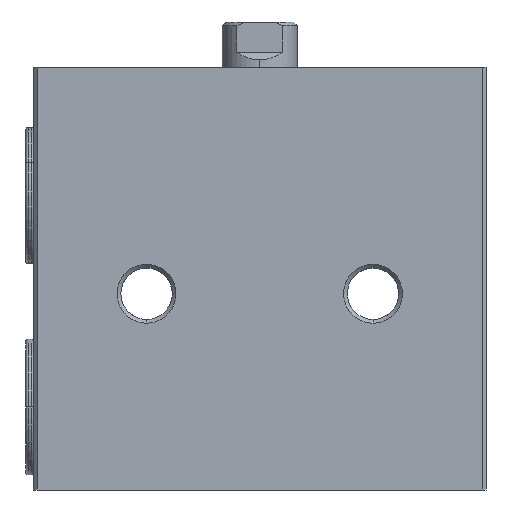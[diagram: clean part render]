
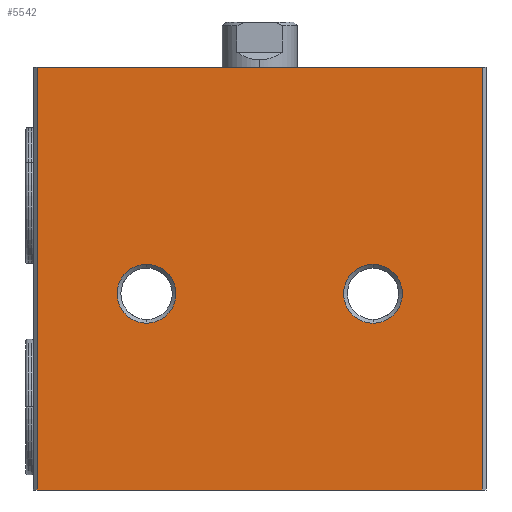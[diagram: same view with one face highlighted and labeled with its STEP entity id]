
A CAD part, front view. The second image highlights one B-rep face of the part: STEP entity #5542.
In plain terms, the highlighted planar face has unit normal (0, -1, 0).
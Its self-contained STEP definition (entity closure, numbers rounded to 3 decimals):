
#17 = CARTESIAN_POINT ( 'NONE',  ( 151.783, 12.325, 26. ) ) ;
#42 = EDGE_CURVE ( 'NONE', #635, #229, #6387, .T. ) ;
#85 = DIRECTION ( 'NONE',  ( 1., 0., 0. ) ) ;
#229 = VERTEX_POINT ( 'NONE', #5862 ) ;
#292 = DIRECTION ( 'NONE',  ( 0., 0., 1. ) ) ;
#455 = CARTESIAN_POINT ( 'NONE',  ( 151.783, 12.325, 22.1 ) ) ;
#635 = VERTEX_POINT ( 'NONE', #7151 ) ;
#703 = CARTESIAN_POINT ( 'NONE',  ( 196.283, 12.325, 56. ) ) ;
#875 = DIRECTION ( 'NONE',  ( 0., 0., 1. ) ) ;
#960 = CARTESIAN_POINT ( 'NONE',  ( 151.783, 12.325, 29.9 ) ) ;
#1310 = CARTESIAN_POINT ( 'NONE',  ( 151.783, 12.325, 26. ) ) ;
#1528 = EDGE_CURVE ( 'NONE', #4318, #10342, #11385, .T. ) ;
#1651 = EDGE_CURVE ( 'NONE', #229, #635, #5825, .T. ) ;
#1769 = FACE_OUTER_BOUND ( 'NONE', #10276, .T. ) ;
#1788 = DIRECTION ( 'NONE',  ( 0., 0., 1. ) ) ;
#2086 = ORIENTED_EDGE ( 'NONE', *, *, #42, .T. ) ;
#2122 = DIRECTION ( 'NONE',  ( 0., 0., 1. ) ) ;
#2164 = CARTESIAN_POINT ( 'NONE',  ( 181.783, 12.325, 26. ) ) ;
#2187 = EDGE_CURVE ( 'NONE', #11363, #6166, #5389, .T. ) ;
#2248 = DIRECTION ( 'NONE',  ( 0., 0., 1. ) ) ;
#3034 = CARTESIAN_POINT ( 'NONE',  ( 137.283, 12.325, 56. ) ) ;
#3267 = VERTEX_POINT ( 'NONE', #10819 ) ;
#3606 = CARTESIAN_POINT ( 'NONE',  ( 137.283, 12.325, 56. ) ) ;
#4283 = DIRECTION ( 'NONE',  ( 0., 0., -1. ) ) ;
#4318 = VERTEX_POINT ( 'NONE', #5054 ) ;
#4649 = EDGE_CURVE ( 'NONE', #11330, #4318, #10561, .T. ) ;
#5054 = CARTESIAN_POINT ( 'NONE',  ( 137.283, 12.325, 0. ) ) ;
#5229 = AXIS2_PLACEMENT_3D ( 'NONE', #1310, #7568, #2248 ) ;
#5309 = CARTESIAN_POINT ( 'NONE',  ( 196.283, 12.325, 0. ) ) ;
#5389 = CIRCLE ( 'NONE', #5229, 3.9 ) ;
#5427 = AXIS2_PLACEMENT_3D ( 'NONE', #9797, #7133, #1788 ) ;
#5465 = DIRECTION ( 'NONE',  ( 0., 1., 0. ) ) ;
#5475 = ORIENTED_EDGE ( 'NONE', *, *, #2187, .T. ) ;
#5542 = ADVANCED_FACE ( 'NONE', ( #6526, #11268, #1769 ), #6242, .F. ) ;
#5613 = VECTOR ( 'NONE', #85, 1000. ) ;
#5675 = CARTESIAN_POINT ( 'NONE',  ( 137.283, 12.325, 56. ) ) ;
#5825 = CIRCLE ( 'NONE', #7477, 3.9 ) ;
#5862 = CARTESIAN_POINT ( 'NONE',  ( 181.783, 12.325, 22.1 ) ) ;
#5912 = ORIENTED_EDGE ( 'NONE', *, *, #4649, .T. ) ;
#5934 = EDGE_CURVE ( 'NONE', #3267, #10342, #6940, .T. ) ;
#6081 = AXIS2_PLACEMENT_3D ( 'NONE', #17, #6224, #875 ) ;
#6166 = VERTEX_POINT ( 'NONE', #960 ) ;
#6173 = ORIENTED_EDGE ( 'NONE', *, *, #6818, .F. ) ;
#6224 = DIRECTION ( 'NONE',  ( 0., 1., 0. ) ) ;
#6242 = PLANE ( 'NONE',  #5427 ) ;
#6374 = VECTOR ( 'NONE', #4283, 1000. ) ;
#6387 = CIRCLE ( 'NONE', #8735, 3.9 ) ;
#6526 = FACE_BOUND ( 'NONE', #8001, .T. ) ;
#6658 = VECTOR ( 'NONE', #8204, 1000. ) ;
#6818 = EDGE_CURVE ( 'NONE', #11330, #3267, #7708, .T. ) ;
#6940 = LINE ( 'NONE', #703, #6374 ) ;
#7133 = DIRECTION ( 'NONE',  ( 0., 1., 0. ) ) ;
#7151 = CARTESIAN_POINT ( 'NONE',  ( 181.783, 12.325, 29.9 ) ) ;
#7477 = AXIS2_PLACEMENT_3D ( 'NONE', #10105, #9410, #292 ) ;
#7545 = CARTESIAN_POINT ( 'NONE',  ( 137.283, 12.325, 0. ) ) ;
#7557 = CIRCLE ( 'NONE', #6081, 3.9 ) ;
#7568 = DIRECTION ( 'NONE',  ( 0., 1., 0. ) ) ;
#7708 = LINE ( 'NONE', #3606, #5613 ) ;
#8001 = EDGE_LOOP ( 'NONE', ( #8654, #2086 ) ) ;
#8159 = EDGE_CURVE ( 'NONE', #6166, #11363, #7557, .T. ) ;
#8189 = VECTOR ( 'NONE', #9263, 1000. ) ;
#8204 = DIRECTION ( 'NONE',  ( 1., 0., 0. ) ) ;
#8500 = EDGE_LOOP ( 'NONE', ( #5475, #10981 ) ) ;
#8654 = ORIENTED_EDGE ( 'NONE', *, *, #1651, .T. ) ;
#8735 = AXIS2_PLACEMENT_3D ( 'NONE', #2164, #5465, #2122 ) ;
#8894 = ORIENTED_EDGE ( 'NONE', *, *, #1528, .T. ) ;
#9263 = DIRECTION ( 'NONE',  ( 0., 0., -1. ) ) ;
#9410 = DIRECTION ( 'NONE',  ( 0., 1., 0. ) ) ;
#9797 = CARTESIAN_POINT ( 'NONE',  ( 137.283, 12.325, 56. ) ) ;
#10105 = CARTESIAN_POINT ( 'NONE',  ( 181.783, 12.325, 26. ) ) ;
#10276 = EDGE_LOOP ( 'NONE', ( #8894, #11172, #6173, #5912 ) ) ;
#10342 = VERTEX_POINT ( 'NONE', #5309 ) ;
#10561 = LINE ( 'NONE', #3034, #8189 ) ;
#10819 = CARTESIAN_POINT ( 'NONE',  ( 196.283, 12.325, 56. ) ) ;
#10981 = ORIENTED_EDGE ( 'NONE', *, *, #8159, .T. ) ;
#11172 = ORIENTED_EDGE ( 'NONE', *, *, #5934, .F. ) ;
#11268 = FACE_BOUND ( 'NONE', #8500, .T. ) ;
#11330 = VERTEX_POINT ( 'NONE', #5675 ) ;
#11363 = VERTEX_POINT ( 'NONE', #455 ) ;
#11385 = LINE ( 'NONE', #7545, #6658 ) ;
